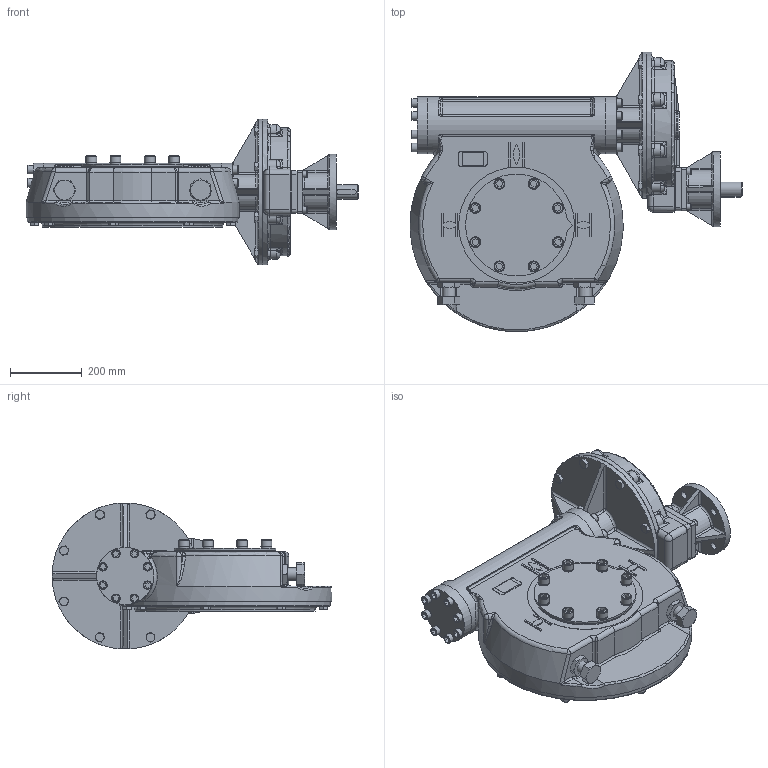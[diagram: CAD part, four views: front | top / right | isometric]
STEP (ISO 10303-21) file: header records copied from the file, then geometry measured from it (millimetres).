
FILE_DESCRIPTION(/* description */ ('Unknown'),/* implementation_level */ '2;1');
FILE_NAME(/* name */ 'PUB-IW9FBIR2-F16-F35',/* time_stamp */ '2016-07-05T13:40:50+01:00',/* author */ ('Unknown'),/* organization */ ('Unknown'),/* preprocessor_version */ 'ST-DEVELOPER v16',/* originating_system */ 'DEX',/* authorisation */ $);
FILE_SCHEMA (('AUTOMOTIVE_DESIGN {1 0 10303 214 3 1 1}'));
Products named in the file (1): PUB-IW9FBIR2-F16-F35
Bounding box: 928.11 x 781.45 x 408 mm (x, y, z)
Surface area: 1991890.9 mm2 (no closed solid volume)
Topology: 0 solids, 84 shells, 1220 faces, 3201 edges, 2013 vertices
Faces by surface type: plane 553, cylinder 233, cone 172, bspline 109, torus 91, sphere 62
Full cylindrical faces by diameter (mm): 16.5 x8, 18 x4, 20.5 x4, 24 x16, 26.211 x8, 30 x8, 30.7 x8, 36 x2, 40 x1, 50 x1, 130 x1, 160 x3, 210 x1, 220 x1, 280 x1, 324 x1, 408 x1
Entity records: 56512 total; most frequent: CARTESIAN_POINT 27756, DIRECTION 5373, ORIENTED_EDGE 5346, EDGE_CURVE 2961, AXIS2_PLACEMENT_3D 2089, VERTEX_POINT 1962, EDGE_LOOP 1503, FACE_BOUND 1503
